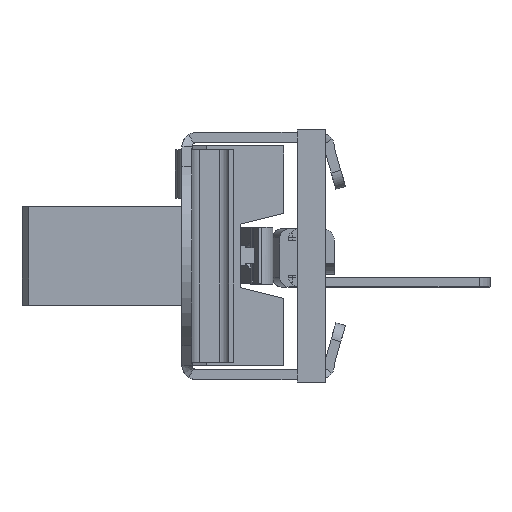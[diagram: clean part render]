
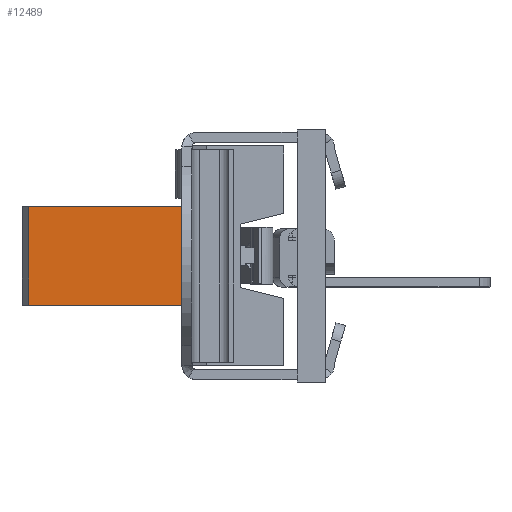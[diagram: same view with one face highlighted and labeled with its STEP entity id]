
A CAD part, left-side view. The second image highlights one B-rep face of the part: STEP entity #12489.
In plain terms, the highlighted planar face has unit normal (-1, 0, 0).
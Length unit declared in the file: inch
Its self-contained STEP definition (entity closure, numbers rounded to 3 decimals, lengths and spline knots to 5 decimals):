
#630=FACE_OUTER_BOUND('',#1238,.T.);
#1238=EDGE_LOOP('',(#7960,#7961,#7962,#7963));
#1973=LINE('',#17567,#3415);
#1979=LINE('',#17579,#3421);
#1980=LINE('',#17581,#3422);
#1981=LINE('',#17582,#3423);
#3415=VECTOR('',#14197,0.3937);
#3421=VECTOR('',#14209,0.3937);
#3422=VECTOR('',#14210,0.3937);
#3423=VECTOR('',#14211,0.3937);
#4845=VERTEX_POINT('',#17563);
#4846=VERTEX_POINT('',#17565);
#4849=VERTEX_POINT('',#17578);
#4850=VERTEX_POINT('',#17580);
#6069=EDGE_CURVE('',#4845,#4846,#1973,.T.);
#6075=EDGE_CURVE('',#4849,#4846,#1979,.T.);
#6076=EDGE_CURVE('',#4850,#4849,#1980,.T.);
#6077=EDGE_CURVE('',#4850,#4845,#1981,.T.);
#7960=ORIENTED_EDGE('',*,*,#6069,.T.);
#7961=ORIENTED_EDGE('',*,*,#6075,.F.);
#7962=ORIENTED_EDGE('',*,*,#6076,.F.);
#7963=ORIENTED_EDGE('',*,*,#6077,.T.);
#11427=PLANE('',#13124);
#12489=ADVANCED_FACE('',(#630),#11427,.T.);
#13124=AXIS2_PLACEMENT_3D('',#17577,#14207,#14208);
#14197=DIRECTION('',(0.,0.,-1.));
#14207=DIRECTION('center_axis',(-1.,0.,0.));
#14208=DIRECTION('ref_axis',(0.,0.,
1.));
#14209=DIRECTION('',(0.,1.,0.));
#14210=DIRECTION('',(0.,0.,-1.));
#14211=DIRECTION('',(0.,1.,0.));
#17563=CARTESIAN_POINT('',(-0.39056,0.93069,0.32479));
#17565=CARTESIAN_POINT('',(-0.39056,0.93069,0.10779));
#17567=CARTESIAN_POINT('',(-0.39056,0.93069,0.21629));
#17577=CARTESIAN_POINT('Origin',(-0.39056,0.53969,0.32479));
#17578=CARTESIAN_POINT('',(-0.39056,0.55169,0.10779));
#17579=CARTESIAN_POINT('',(-0.39056,0.53969,0.10779));
#17580=CARTESIAN_POINT('',(-0.39056,0.55169,0.32479));
#17581=CARTESIAN_POINT('',(-0.39056,0.55169,0.09529));
#17582=CARTESIAN_POINT('',(-0.39056,0.53969,0.32479));
